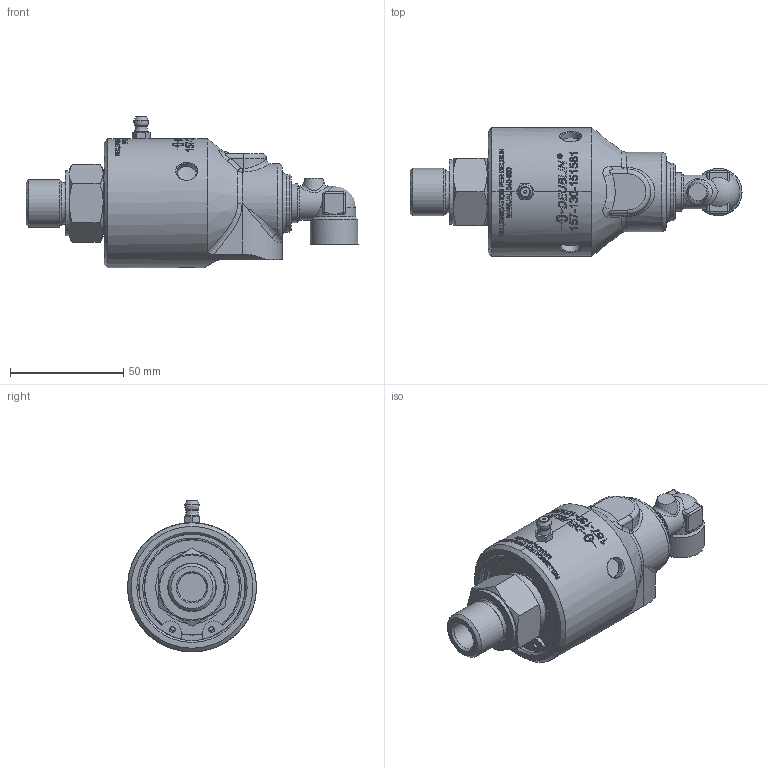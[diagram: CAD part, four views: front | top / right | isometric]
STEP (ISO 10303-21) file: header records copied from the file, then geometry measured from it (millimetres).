
FILE_DESCRIPTION(/* description */ (''),/* implementation_level */ '2;1');
FILE_NAME(/* name */ '157-130-151581-IC.stp',/* time_stamp */ '2021-05-11T11:06:18+02:00',/* author */ ('CD'),/* organization */ ('DEUBLIN'),/* preprocessor_version */ 'ST-DEVELOPER v18.1',/* originating_system */ 'Autodesk Inventor 2020',/* authorisation */ '');
FILE_SCHEMA (('AUTOMOTIVE_DESIGN { 1 0 10303 214 3 1 1 }'));
Products named in the file (1): 157-130-151581-IC
Bounding box: 146.63 x 57 x 66.99 mm (x, y, z)
Volume: 179003.1 mm3; surface area: 29370.7 mm2
Topology: 1 solids, 2 shells, 1031 faces, 2768 edges, 1829 vertices
Faces by surface type: plane 491, bspline 345, cylinder 154, cone 24, torus 12, sphere 5
Full cylindrical faces by diameter (mm): 2.48 x2, 3 x1, 8.566 x1, 8.6 x3, 12.7 x1, 14.95 x1, 15 x1, 18.631 x1, 20.955 x1, 21 x1, 21.4 x1, 25.4 x1, 27.8 x1, 28.6 x1, 32.1 x1, 41.9 x1, 42.2 x1, 47.07 x1, 50.75 x1
Entity records: 43096 total; most frequent: CARTESIAN_POINT 18651, ORIENTED_EDGE 5512, DIRECTION 4216, EDGE_CURVE 2756, VERTEX_POINT 1829, AXIS2_PLACEMENT_3D 1536, LINE 1144, VECTOR 1144
